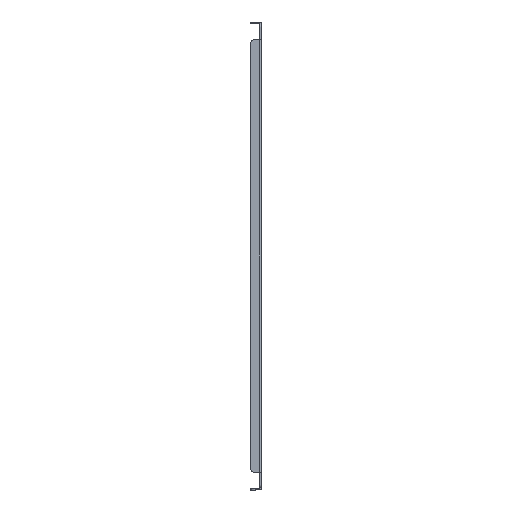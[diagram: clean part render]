
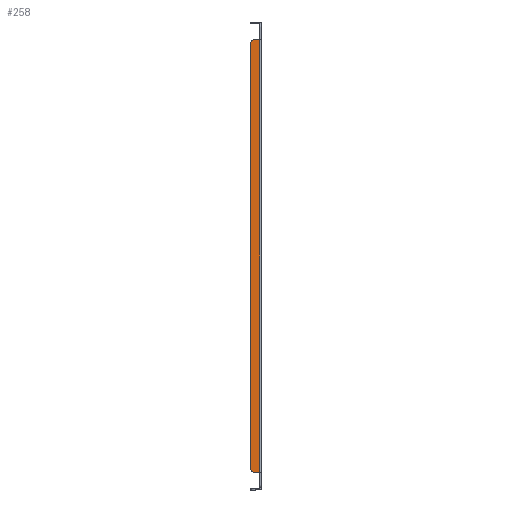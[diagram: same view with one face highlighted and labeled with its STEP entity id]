
A CAD part, left-side view. The second image highlights one B-rep face of the part: STEP entity #258.
In plain terms, the highlighted planar face has unit normal (-1, 0, 0).
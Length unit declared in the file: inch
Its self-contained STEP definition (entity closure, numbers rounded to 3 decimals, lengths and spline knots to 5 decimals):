
#148 = VERTEX_POINT ( 'NONE', #2147 ) ;
#258 = ADVANCED_FACE ( 'NONE', ( #389 ), #504, .F. ) ;
#389 = FACE_OUTER_BOUND ( 'NONE', #843, .T. ) ;
#407 = ORIENTED_EDGE ( 'NONE', *, *, #1962, .F. ) ;
#426 = VERTEX_POINT ( 'NONE', #431 ) ;
#431 = CARTESIAN_POINT ( 'NONE',  ( -19.5, 0.125, -15.24842 ) ) ;
#481 = CARTESIAN_POINT ( 'NONE',  ( -19.5, 0.125, 15.24842 ) ) ;
#504 = PLANE ( 'NONE',  #754 ) ;
#531 = EDGE_CURVE ( 'NONE', #1891, #426, #1883, .T. ) ;
#574 = ORIENTED_EDGE ( 'NONE', *, *, #1796, .F. ) ;
#608 = EDGE_CURVE ( 'NONE', #148, #426, #1623, .T. ) ;
#613 = DIRECTION ( 'NONE',  ( 0., 0., 1. ) ) ;
#620 = CARTESIAN_POINT ( 'NONE',  ( -19.5, 0.125, 15.24842 ) ) ;
#631 = ORIENTED_EDGE ( 'NONE', *, *, #531, .F. ) ;
#754 = AXIS2_PLACEMENT_3D ( 'NONE', #2179, #1748, #899 ) ;
#819 = CARTESIAN_POINT ( 'NONE',  ( -19.5, 0.5, 14.99842 ) ) ;
#829 = DIRECTION ( 'NONE',  ( 1., 0., 0. ) ) ;
#843 = EDGE_LOOP ( 'NONE', ( #1204, #1058, #631, #1259, #407, #574 ) ) ;
#899 = DIRECTION ( 'NONE',  ( 0., 1., 0. ) ) ;
#917 = VERTEX_POINT ( 'NONE', #1167 ) ;
#942 = VERTEX_POINT ( 'NONE', #1669 ) ;
#1044 = VECTOR ( 'NONE', #1713, 39.37008 ) ;
#1058 = ORIENTED_EDGE ( 'NONE', *, *, #608, .T. ) ;
#1074 = CIRCLE ( 'NONE', #1163, 0.25 ) ;
#1096 = CARTESIAN_POINT ( 'NONE',  ( -19.5, 0.125, -15.24842 ) ) ;
#1128 = LINE ( 'NONE', #481, #1299 ) ;
#1158 = DIRECTION ( 'NONE',  ( 0., 0., 1. ) ) ;
#1163 = AXIS2_PLACEMENT_3D ( 'NONE', #819, #829, #1827 ) ;
#1164 = CARTESIAN_POINT ( 'NONE',  ( -19.5, 0.5, 15.24842 ) ) ;
#1167 = CARTESIAN_POINT ( 'NONE',  ( -19.5, 0.75, 14.99842 ) ) ;
#1204 = ORIENTED_EDGE ( 'NONE', *, *, #1209, .F. ) ;
#1209 = EDGE_CURVE ( 'NONE', #148, #942, #1521, .T. ) ;
#1258 = DIRECTION ( 'NONE',  ( 0., -1., 0. ) ) ;
#1259 = ORIENTED_EDGE ( 'NONE', *, *, #1749, .T. ) ;
#1299 = VECTOR ( 'NONE', #1472, 39.37008 ) ;
#1472 = DIRECTION ( 'NONE',  ( 0., 1., 0. ) ) ;
#1484 = VECTOR ( 'NONE', #1258, 39.37008 ) ;
#1521 = CIRCLE ( 'NONE', #1804, 0.25 ) ;
#1623 = LINE ( 'NONE', #1096, #1484 ) ;
#1634 = CARTESIAN_POINT ( 'NONE',  ( -19.5, 0.75, 16.375 ) ) ;
#1650 = VECTOR ( 'NONE', #613, 39.37008 ) ;
#1669 = CARTESIAN_POINT ( 'NONE',  ( -19.5, 0.75, -14.99842 ) ) ;
#1713 = DIRECTION ( 'NONE',  ( 0., 0., -1. ) ) ;
#1729 = CARTESIAN_POINT ( 'NONE',  ( -19.5, 0.125, 15.24842 ) ) ;
#1748 = DIRECTION ( 'NONE',  ( 1., 0., 0. ) ) ;
#1749 = EDGE_CURVE ( 'NONE', #1891, #1899, #1128, .T. ) ;
#1796 = EDGE_CURVE ( 'NONE', #942, #917, #1922, .T. ) ;
#1804 = AXIS2_PLACEMENT_3D ( 'NONE', #2035, #2008, #1158 ) ;
#1827 = DIRECTION ( 'NONE',  ( 0., 0., 1. ) ) ;
#1883 = LINE ( 'NONE', #1729, #1044 ) ;
#1891 = VERTEX_POINT ( 'NONE', #620 ) ;
#1899 = VERTEX_POINT ( 'NONE', #1164 ) ;
#1922 = LINE ( 'NONE', #1634, #1650 ) ;
#1962 = EDGE_CURVE ( 'NONE', #917, #1899, #1074, .T. ) ;
#2008 = DIRECTION ( 'NONE',  ( 1., 0., 0. ) ) ;
#2035 = CARTESIAN_POINT ( 'NONE',  ( -19.5, 0.5, -14.99842 ) ) ;
#2147 = CARTESIAN_POINT ( 'NONE',  ( -19.5, 0.5, -15.24842 ) ) ;
#2179 = CARTESIAN_POINT ( 'NONE',  ( -19.5, 0.09379, 16.375 ) ) ;
